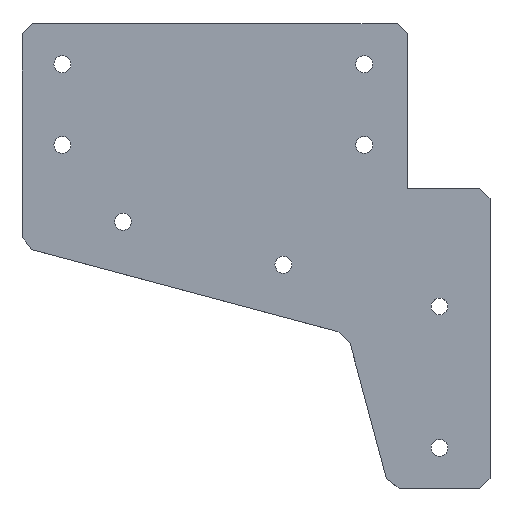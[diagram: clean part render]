
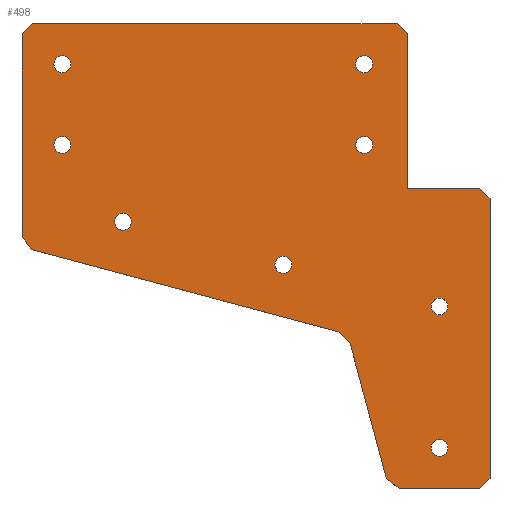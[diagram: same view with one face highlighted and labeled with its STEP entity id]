
A CAD part, top view. The second image highlights one B-rep face of the part: STEP entity #498.
In plain terms, the highlighted planar face has unit normal (0, 0, 1).
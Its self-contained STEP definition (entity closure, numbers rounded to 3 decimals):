
#23=FACE_BOUND('',#82,.T.);
#24=FACE_BOUND('',#83,.T.);
#25=FACE_BOUND('',#84,.T.);
#26=FACE_BOUND('',#85,.T.);
#27=FACE_BOUND('',#86,.T.);
#28=FACE_BOUND('',#87,.T.);
#29=FACE_BOUND('',#88,.T.);
#30=FACE_BOUND('',#89,.T.);
#39=CIRCLE('',#538,2.1);
#40=CIRCLE('',#539,2.1);
#41=CIRCLE('',#540,2.1);
#42=CIRCLE('',#541,2.1);
#43=CIRCLE('',#542,2.1);
#44=CIRCLE('',#543,2.1);
#45=CIRCLE('',#544,2.1);
#46=CIRCLE('',#545,2.1);
#56=FACE_OUTER_BOUND('',#81,.T.);
#81=EDGE_LOOP('',(#346,#347,#348,#349,#350,#351,#352,#353,#354,#355,#356,
#357,#358,#359,#360));
#82=EDGE_LOOP('',(#361));
#83=EDGE_LOOP('',(#362));
#84=EDGE_LOOP('',(#363));
#85=EDGE_LOOP('',(#364));
#86=EDGE_LOOP('',(#365));
#87=EDGE_LOOP('',(#366));
#88=EDGE_LOOP('',(#367));
#89=EDGE_LOOP('',(#368));
#123=LINE('',#722,#176);
#125=LINE('',#726,#178);
#126=LINE('',#728,#179);
#127=LINE('',#730,#180);
#128=LINE('',#732,#181);
#129=LINE('',#734,#182);
#130=LINE('',#736,#183);
#131=LINE('',#738,#184);
#132=LINE('',#740,#185);
#133=LINE('',#742,#186);
#134=LINE('',#744,#187);
#135=LINE('',#746,#188);
#136=LINE('',#748,#189);
#137=LINE('',#750,#190);
#138=LINE('',#751,#191);
#176=VECTOR('',#583,10.);
#178=VECTOR('',#587,10.);
#179=VECTOR('',#588,10.);
#180=VECTOR('',#589,10.);
#181=VECTOR('',#590,10.);
#182=VECTOR('',#591,10.);
#183=VECTOR('',#592,10.);
#184=VECTOR('',#593,10.);
#185=VECTOR('',#594,10.);
#186=VECTOR('',#595,10.);
#187=VECTOR('',#596,10.);
#188=VECTOR('',#597,10.);
#189=VECTOR('',#598,10.);
#190=VECTOR('',#599,10.);
#191=VECTOR('',#600,10.);
#229=VERTEX_POINT('',#719);
#230=VERTEX_POINT('',#721);
#231=VERTEX_POINT('',#725);
#232=VERTEX_POINT('',#727);
#233=VERTEX_POINT('',#729);
#234=VERTEX_POINT('',#731);
#235=VERTEX_POINT('',#733);
#236=VERTEX_POINT('',#735);
#237=VERTEX_POINT('',#737);
#238=VERTEX_POINT('',#739);
#239=VERTEX_POINT('',#741);
#240=VERTEX_POINT('',#743);
#241=VERTEX_POINT('',#745);
#242=VERTEX_POINT('',#747);
#243=VERTEX_POINT('',#749);
#244=VERTEX_POINT('',#752);
#245=VERTEX_POINT('',#754);
#246=VERTEX_POINT('',#756);
#247=VERTEX_POINT('',#758);
#248=VERTEX_POINT('',#760);
#249=VERTEX_POINT('',#762);
#250=VERTEX_POINT('',#764);
#251=VERTEX_POINT('',#766);
#275=EDGE_CURVE('',#229,#230,#123,.T.);
#277=EDGE_CURVE('',#231,#229,#125,.T.);
#278=EDGE_CURVE('',#232,#231,#126,.T.);
#279=EDGE_CURVE('',#233,#232,#127,.T.);
#280=EDGE_CURVE('',#234,#233,#128,.T.);
#281=EDGE_CURVE('',#235,#234,#129,.T.);
#282=EDGE_CURVE('',#236,#235,#130,.T.);
#283=EDGE_CURVE('',#237,#236,#131,.T.);
#284=EDGE_CURVE('',#237,#238,#132,.T.);
#285=EDGE_CURVE('',#239,#238,#133,.T.);
#286=EDGE_CURVE('',#240,#239,#134,.T.);
#287=EDGE_CURVE('',#241,#240,#135,.T.);
#288=EDGE_CURVE('',#242,#241,#136,.T.);
#289=EDGE_CURVE('',#243,#242,#137,.T.);
#290=EDGE_CURVE('',#230,#243,#138,.T.);
#291=EDGE_CURVE('',#244,#244,#39,.T.);
#292=EDGE_CURVE('',#245,#245,#40,.T.);
#293=EDGE_CURVE('',#246,#246,#41,.T.);
#294=EDGE_CURVE('',#247,#247,#42,.T.);
#295=EDGE_CURVE('',#248,#248,#43,.T.);
#296=EDGE_CURVE('',#249,#249,#44,.T.);
#297=EDGE_CURVE('',#250,#250,#45,.T.);
#298=EDGE_CURVE('',#251,#251,#46,.T.);
#346=ORIENTED_EDGE('',*,*,#275,.F.);
#347=ORIENTED_EDGE('',*,*,#277,.F.);
#348=ORIENTED_EDGE('',*,*,#278,.F.);
#349=ORIENTED_EDGE('',*,*,#279,.F.);
#350=ORIENTED_EDGE('',*,*,#280,.F.);
#351=ORIENTED_EDGE('',*,*,#281,.F.);
#352=ORIENTED_EDGE('',*,*,#282,.F.);
#353=ORIENTED_EDGE('',*,*,#283,.F.);
#354=ORIENTED_EDGE('',*,*,#284,.T.);
#355=ORIENTED_EDGE('',*,*,#285,.F.);
#356=ORIENTED_EDGE('',*,*,#286,.F.);
#357=ORIENTED_EDGE('',*,*,#287,.F.);
#358=ORIENTED_EDGE('',*,*,#288,.F.);
#359=ORIENTED_EDGE('',*,*,#289,.F.);
#360=ORIENTED_EDGE('',*,*,#290,.F.);
#361=ORIENTED_EDGE('',*,*,#291,.F.);
#362=ORIENTED_EDGE('',*,*,#292,.F.);
#363=ORIENTED_EDGE('',*,*,#293,.F.);
#364=ORIENTED_EDGE('',*,*,#294,.F.);
#365=ORIENTED_EDGE('',*,*,#295,.F.);
#366=ORIENTED_EDGE('',*,*,#296,.F.);
#367=ORIENTED_EDGE('',*,*,#297,.F.);
#368=ORIENTED_EDGE('',*,*,#298,.F.);
#481=PLANE('',#537);
#498=ADVANCED_FACE('',(#56,#23,#24,#25,#26,#27,#28,#29,#30),#481,.F.);
#537=AXIS2_PLACEMENT_3D('',#724,#585,#586);
#538=AXIS2_PLACEMENT_3D('',#753,#601,#602);
#539=AXIS2_PLACEMENT_3D('',#755,#603,#604);
#540=AXIS2_PLACEMENT_3D('',#757,#605,#606);
#541=AXIS2_PLACEMENT_3D('',#759,#607,#608);
#542=AXIS2_PLACEMENT_3D('',#761,#609,#610);
#543=AXIS2_PLACEMENT_3D('',#763,#611,#612);
#544=AXIS2_PLACEMENT_3D('',#765,#613,#614);
#545=AXIS2_PLACEMENT_3D('',#767,#615,#616);
#583=DIRECTION('',(0.707,-0.707,0.));
#585=DIRECTION('center_axis',(0.,0.,
-1.));
#586=DIRECTION('ref_axis',(-1.,0.,0.));
#587=DIRECTION('',(1.,0.,0.));
#588=DIRECTION('',(0.,-1.,0.));
#589=DIRECTION('',(0.707,-0.707,0.));
#590=DIRECTION('',(1.,0.,0.));
#591=DIRECTION('',(0.707,0.707,0.));
#592=DIRECTION('',(0.,1.,0.));
#593=DIRECTION('',(-0.609,0.793,0.));
#594=DIRECTION('',(0.966,-0.259,0.));
#595=DIRECTION('',(-0.707,0.707,0.));
#596=DIRECTION('',(-0.259,0.966,0.));
#597=DIRECTION('',(-0.793,0.609,0.));
#598=DIRECTION('',(-1.,0.,0.));
#599=DIRECTION('',(-0.707,-0.707,0.));
#600=DIRECTION('',(0.,-1.,0.));
#601=DIRECTION('center_axis',(0.,0.,
1.));
#602=DIRECTION('ref_axis',(-1.,0.,0.));
#603=DIRECTION('center_axis',(0.,0.,
1.));
#604=DIRECTION('ref_axis',(-1.,0.,0.));
#605=DIRECTION('center_axis',(0.,0.,
1.));
#606=DIRECTION('ref_axis',(-1.,0.,0.));
#607=DIRECTION('center_axis',(0.,0.,
1.));
#608=DIRECTION('ref_axis',(-1.,0.,0.));
#609=DIRECTION('center_axis',(0.,0.,
1.));
#610=DIRECTION('ref_axis',(-1.,0.,0.));
#611=DIRECTION('center_axis',(0.,0.,
1.));
#612=DIRECTION('ref_axis',(-1.,0.,0.));
#613=DIRECTION('center_axis',(0.,0.,
1.));
#614=DIRECTION('ref_axis',(-1.,0.,0.));
#615=DIRECTION('center_axis',(0.,0.,
1.));
#616=DIRECTION('ref_axis',(-1.,0.,0.));
#719=CARTESIAN_POINT('',(695.75,7.648,-326.5));
#721=CARTESIAN_POINT('',(698.25,5.148,-326.5));
#722=CARTESIAN_POINT('',(686.705,16.693,-326.5));
#724=CARTESIAN_POINT('Origin',(640.318,-9.102,-326.5));
#725=CARTESIAN_POINT('',(677.75,7.648,-326.5));
#726=CARTESIAN_POINT('',(669.284,7.648,-326.5));
#727=CARTESIAN_POINT('',(677.75,45.898,-326.5));
#728=CARTESIAN_POINT('',(677.75,-1.977,-326.5));
#729=CARTESIAN_POINT('',(675.25,48.398,-326.5));
#730=CARTESIAN_POINT('',(675.25,48.398,-326.5));
#731=CARTESIAN_POINT('',(584.887,48.398,-326.5));
#732=CARTESIAN_POINT('',(629.887,48.398,-326.5));
#733=CARTESIAN_POINT('',(582.387,45.898,-326.5));
#734=CARTESIAN_POINT('',(583.745,47.256,-326.5));
#735=CARTESIAN_POINT('',(582.387,-4.35,-326.5));
#736=CARTESIAN_POINT('',(582.387,-6.85,-326.5));
#737=CARTESIAN_POINT('',(584.802,-7.497,-326.5));
#738=CARTESIAN_POINT('',(594.873,-20.622,-326.5));
#739=CARTESIAN_POINT('',(660.615,-27.811,-326.5));
#740=CARTESIAN_POINT('',(582.387,-6.85,-326.5));
#741=CARTESIAN_POINT('',(663.676,-30.873,-326.5));
#742=CARTESIAN_POINT('',(651.629,-18.825,-326.5));
#743=CARTESIAN_POINT('',(672.603,-64.187,-326.5));
#744=CARTESIAN_POINT('',(673.25,-66.602,-326.5));
#745=CARTESIAN_POINT('',(675.75,-66.602,-326.5));
#746=CARTESIAN_POINT('',(649.928,-46.788,-326.5));
#747=CARTESIAN_POINT('',(695.75,-66.602,-326.5));
#748=CARTESIAN_POINT('',(698.25,-66.602,-326.5));
#749=CARTESIAN_POINT('',(698.25,-64.102,-326.5));
#750=CARTESIAN_POINT('',(696.892,-65.46,-326.5));
#751=CARTESIAN_POINT('',(698.25,8.15,-326.5));
#752=CARTESIAN_POINT('',(594.487,38.398,-326.5));
#753=CARTESIAN_POINT('Origin',(592.387,38.398,-326.5));
#754=CARTESIAN_POINT('',(649.213,-11.252,-326.5));
#755=CARTESIAN_POINT('Origin',(647.113,-11.252,-326.5));
#756=CARTESIAN_POINT('',(609.487,-0.608,-326.5));
#757=CARTESIAN_POINT('Origin',(607.387,-0.608,-326.5));
#758=CARTESIAN_POINT('',(687.85,-56.602,-326.5));
#759=CARTESIAN_POINT('Origin',(685.75,-56.602,-326.5));
#760=CARTESIAN_POINT('',(687.85,-21.605,-326.5));
#761=CARTESIAN_POINT('Origin',(685.75,-21.605,-326.5));
#762=CARTESIAN_POINT('',(669.237,18.398,-326.5));
#763=CARTESIAN_POINT('Origin',(667.137,18.398,-326.5));
#764=CARTESIAN_POINT('',(669.237,38.398,-326.5));
#765=CARTESIAN_POINT('Origin',(667.137,38.398,-326.5));
#766=CARTESIAN_POINT('',(594.487,18.398,-326.5));
#767=CARTESIAN_POINT('Origin',(592.387,18.398,-326.5));
